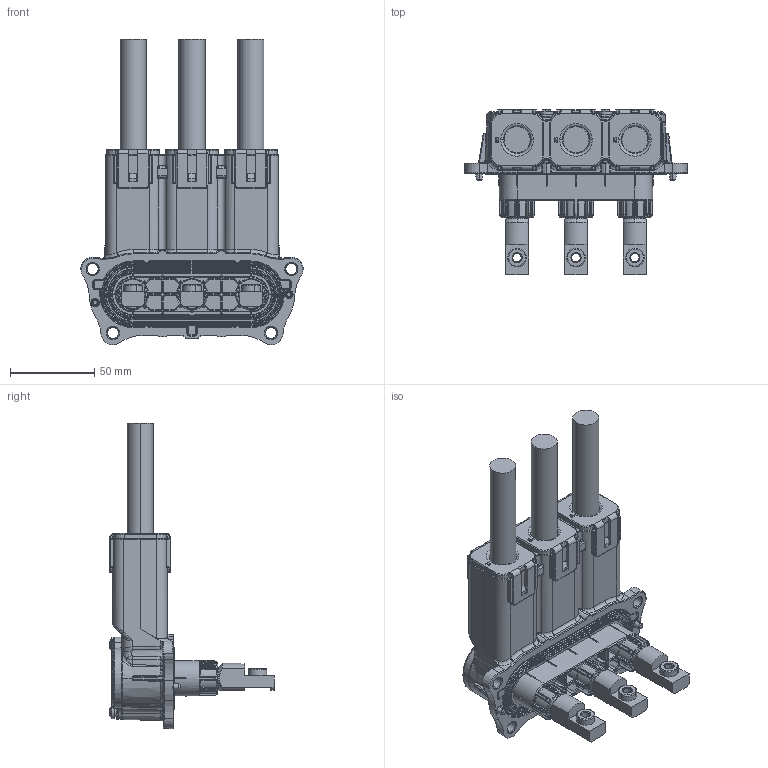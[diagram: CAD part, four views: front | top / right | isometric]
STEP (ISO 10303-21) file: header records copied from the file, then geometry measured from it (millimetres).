
FILE_DESCRIPTION (( 'STEP AP214' ), '1' );
FILE_NAME ('蚾饜极 - 50-蹟恇謂.STEP', '2022-05-26T01:57:07', ( '' ), ( '' ), 'SwSTEP 2.0', 'SolidWorks 2018', '' );
FILE_SCHEMA (( 'AUTOMOTIVE_DESIGN' ));
Length unit declared in the file: millimetre
Products named in the file (1): 蚾饜极 - 50-蹟恇謂
Bounding box: 132.21 x 97.9 x 181.5 mm (x, y, z)
Volume: 432182.8 mm3; surface area: 109659.4 mm2
Topology: 5 solids, 23 shells, 4802 faces, 12120 edges, 7161 vertices
Faces by surface type: plane 1544, cylinder 1312, torus 683, bspline 613, cone 563, sphere 87
Entity records: 220953 total; most frequent: CARTESIAN_POINT 57996, ORIENTED_EDGE 23776, DIRECTION 22578, EDGE_CURVE 11888, AXIS2_PLACEMENT_3D 8665, VERTEX_POINT 7161, VECTOR 5248, LINE 5248
